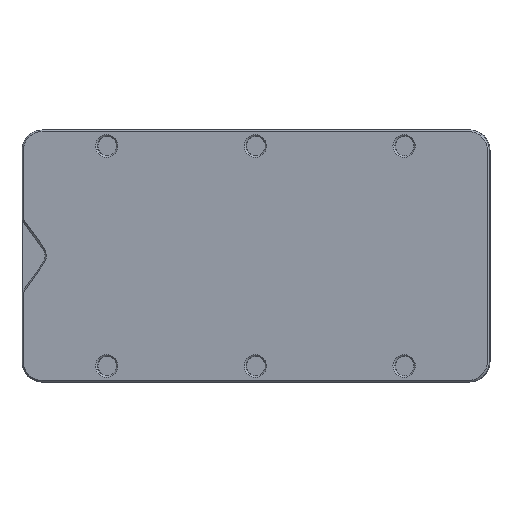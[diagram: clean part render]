
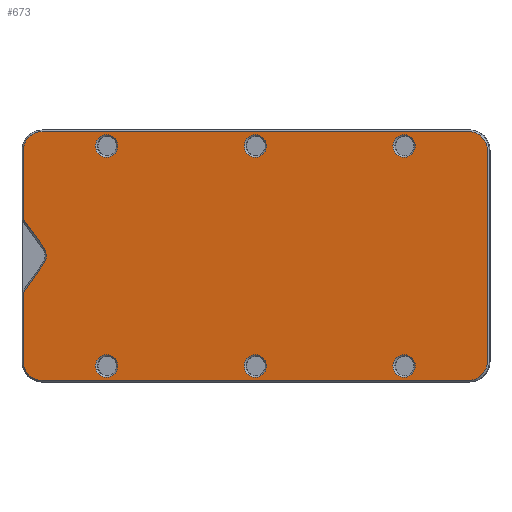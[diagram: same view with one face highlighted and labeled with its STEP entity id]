
A CAD part, top view. The second image highlights one B-rep face of the part: STEP entity #673.
In plain terms, the highlighted planar face has unit normal (-0.131, 0, 0.991).
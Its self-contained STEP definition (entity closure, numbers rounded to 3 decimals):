
#31=FACE_BOUND('',#114,.T.);
#32=FACE_BOUND('',#115,.T.);
#33=FACE_BOUND('',#116,.T.);
#34=FACE_BOUND('',#117,.T.);
#35=FACE_BOUND('',#118,.T.);
#36=FACE_BOUND('',#119,.T.);
#37=B_SPLINE_CURVE_WITH_KNOTS('',3,(#1067,#1068,#1069,#1070,#1071,#1072,
#1073,#1074,#1075,#1076,#1077,#1078),.UNSPECIFIED.,.F.,.F.,(4,1,1,2,2,2,
4),(-6.764,-5.339,-4.616,-3.894,
-3.159,-2.298,-0.017),.UNSPECIFIED.);
#42=PLANE('',#738);
#65=FACE_OUTER_BOUND('',#113,.T.);
#113=EDGE_LOOP('',(#470,#471,#472,#473,#474,#475,#476,#477,#478,#479));
#114=EDGE_LOOP('',(#480));
#115=EDGE_LOOP('',(#481));
#116=EDGE_LOOP('',(#482));
#117=EDGE_LOOP('',(#483));
#118=EDGE_LOOP('',(#484));
#119=EDGE_LOOP('',(#485));
#167=LINE('',#1050,#224);
#168=LINE('',#1054,#225);
#169=LINE('',#1058,#226);
#170=LINE('',#1062,#227);
#171=LINE('',#1066,#228);
#224=VECTOR('',#829,10.);
#225=VECTOR('',#832,10.);
#226=VECTOR('',#835,10.);
#227=VECTOR('',#838,10.);
#228=VECTOR('',#841,10.);
#280=CIRCLE('',#736,3.508);
#282=CIRCLE('',#739,5.842);
#283=CIRCLE('',#740,5.842);
#284=CIRCLE('',#741,5.842);
#285=CIRCLE('',#742,5.842);
#286=CIRCLE('',#743,3.508);
#287=CIRCLE('',#744,3.508);
#288=CIRCLE('',#745,3.508);
#289=CIRCLE('',#746,3.508);
#290=CIRCLE('',#747,3.508);
#314=VERTEX_POINT('',#1042);
#316=VERTEX_POINT('',#1048);
#317=VERTEX_POINT('',#1049);
#318=VERTEX_POINT('',#1051);
#319=VERTEX_POINT('',#1053);
#320=VERTEX_POINT('',#1055);
#321=VERTEX_POINT('',#1057);
#322=VERTEX_POINT('',#1059);
#323=VERTEX_POINT('',#1061);
#324=VERTEX_POINT('',#1063);
#325=VERTEX_POINT('',#1065);
#326=VERTEX_POINT('',#1079);
#327=VERTEX_POINT('',#1081);
#328=VERTEX_POINT('',#1083);
#329=VERTEX_POINT('',#1085);
#330=VERTEX_POINT('',#1087);
#370=EDGE_CURVE('',#314,#314,#280,.T.);
#373=EDGE_CURVE('',#316,#317,#167,.T.);
#374=EDGE_CURVE('',#318,#316,#282,.T.);
#375=EDGE_CURVE('',#319,#318,#168,.T.);
#376=EDGE_CURVE('',#320,#319,#283,.T.);
#377=EDGE_CURVE('',#321,#320,#169,.T.);
#378=EDGE_CURVE('',#322,#321,#284,.T.);
#379=EDGE_CURVE('',#323,#322,#170,.T.);
#380=EDGE_CURVE('',#324,#323,#285,.T.);
#381=EDGE_CURVE('',#325,#324,#171,.T.);
#382=EDGE_CURVE('',#317,#325,#37,.T.);
#383=EDGE_CURVE('',#326,#326,#286,.T.);
#384=EDGE_CURVE('',#327,#327,#287,.T.);
#385=EDGE_CURVE('',#328,#328,#288,.T.);
#386=EDGE_CURVE('',#329,#329,#289,.T.);
#387=EDGE_CURVE('',#330,#330,#290,.T.);
#470=ORIENTED_EDGE('',*,*,#373,.F.);
#471=ORIENTED_EDGE('',*,*,#374,.F.);
#472=ORIENTED_EDGE('',*,*,#375,.F.);
#473=ORIENTED_EDGE('',*,*,#376,.F.);
#474=ORIENTED_EDGE('',*,*,#377,.F.);
#475=ORIENTED_EDGE('',*,*,#378,.F.);
#476=ORIENTED_EDGE('',*,*,#379,.F.);
#477=ORIENTED_EDGE('',*,*,#380,.F.);
#478=ORIENTED_EDGE('',*,*,#381,.F.);
#479=ORIENTED_EDGE('',*,*,#382,.F.);
#480=ORIENTED_EDGE('',*,*,#383,.F.);
#481=ORIENTED_EDGE('',*,*,#384,.F.);
#482=ORIENTED_EDGE('',*,*,#385,.F.);
#483=ORIENTED_EDGE('',*,*,#386,.F.);
#484=ORIENTED_EDGE('',*,*,#387,.F.);
#485=ORIENTED_EDGE('',*,*,#370,.F.);
#673=ADVANCED_FACE('',(#65,#31,#32,#33,#34,#35,#36),#42,.T.);
#736=AXIS2_PLACEMENT_3D('',#1043,#822,#823);
#738=AXIS2_PLACEMENT_3D('',#1047,#827,#828);
#739=AXIS2_PLACEMENT_3D('',#1052,#830,#831);
#740=AXIS2_PLACEMENT_3D('',#1056,#833,#834);
#741=AXIS2_PLACEMENT_3D('',#1060,#836,#837);
#742=AXIS2_PLACEMENT_3D('',#1064,#839,#840);
#743=AXIS2_PLACEMENT_3D('',#1080,#842,#843);
#744=AXIS2_PLACEMENT_3D('',#1082,#844,#845);
#745=AXIS2_PLACEMENT_3D('',#1084,#846,#847);
#746=AXIS2_PLACEMENT_3D('',#1086,#848,#849);
#747=AXIS2_PLACEMENT_3D('',#1088,#850,#851);
#822=DIRECTION('center_axis',(-0.131,0.,0.991));
#823=DIRECTION('ref_axis',(-0.991,0.,-0.131));
#827=DIRECTION('center_axis',(-0.131,0.,0.991));
#828=DIRECTION('ref_axis',(0.991,0.,0.131));
#829=DIRECTION('',(0.,1.,0.));
#830=DIRECTION('center_axis',(0.131,0.,-0.991));
#831=DIRECTION('ref_axis',(-0.701,-0.707,-0.092));
#832=DIRECTION('',(-0.991,0.,-0.131));
#833=DIRECTION('center_axis',(0.131,0.,-0.991));
#834=DIRECTION('ref_axis',(0.701,-0.707,0.092));
#835=DIRECTION('',(0.,-1.,0.));
#836=DIRECTION('center_axis',(0.131,0.,-0.991));
#837=DIRECTION('ref_axis',(0.701,0.707,0.092));
#838=DIRECTION('',(0.991,0.,0.131));
#839=DIRECTION('center_axis',(0.131,0.,-0.991));
#840=DIRECTION('ref_axis',(-0.701,0.707,-0.092));
#841=DIRECTION('',(0.,1.,0.));
#842=DIRECTION('center_axis',(-0.131,0.,0.991));
#843=DIRECTION('ref_axis',(-0.991,0.,-0.131));
#844=DIRECTION('center_axis',(-0.131,0.,0.991));
#845=DIRECTION('ref_axis',(-0.991,0.,-0.131));
#846=DIRECTION('center_axis',(-0.131,0.,0.991));
#847=DIRECTION('ref_axis',(-0.991,0.,-0.131));
#848=DIRECTION('center_axis',(-0.131,0.,0.991));
#849=DIRECTION('ref_axis',(-0.991,0.,-0.131));
#850=DIRECTION('center_axis',(-0.131,0.,0.991));
#851=DIRECTION('ref_axis',(-0.991,0.,-0.131));
#1042=CARTESIAN_POINT('',(-87.82,8.076,25.203));
#1043=CARTESIAN_POINT('Origin',(-91.298,8.076,24.745));
#1047=CARTESIAN_POINT('Origin',(-137.574,-26.135,18.653));
#1048=CARTESIAN_POINT('',(-209.718,-58.995,9.155));
#1049=CARTESIAN_POINT('',(-209.718,-37.515,9.155));
#1050=CARTESIAN_POINT('',(-209.718,-6.529,9.155));
#1051=CARTESIAN_POINT('',(-203.926,-64.837,9.917));
#1052=CARTESIAN_POINT('Origin',(-203.926,-58.995,9.917));
#1053=CARTESIAN_POINT('',(-71.222,-64.837,27.388));
#1054=CARTESIAN_POINT('',(-173.898,-64.837,13.871));
#1055=CARTESIAN_POINT('',(-65.43,-58.995,28.151));
#1056=CARTESIAN_POINT('Origin',(-71.222,-58.995,27.388));
#1057=CARTESIAN_POINT('',(-65.43,6.726,28.151));
#1058=CARTESIAN_POINT('',(-65.43,-45.74,28.151));
#1059=CARTESIAN_POINT('',(-71.222,12.568,27.388));
#1060=CARTESIAN_POINT('Origin',(-71.222,6.726,27.388));
#1061=CARTESIAN_POINT('',(-203.926,12.568,9.917));
#1062=CARTESIAN_POINT('',(-101.25,12.568,23.435));
#1063=CARTESIAN_POINT('',(-209.718,6.726,9.155));
#1064=CARTESIAN_POINT('Origin',(-203.926,6.726,9.917));
#1065=CARTESIAN_POINT('',(-209.718,-14.751,9.155));
#1066=CARTESIAN_POINT('',(-209.718,-6.529,9.155));
#1067=CARTESIAN_POINT('Ctrl Pts',(-209.718,-37.515,9.155));
#1068=CARTESIAN_POINT('Ctrl Pts',(-207.216,-34.151,9.484));
#1069=CARTESIAN_POINT('Ctrl Pts',(-204.774,-30.798,9.806));
#1070=CARTESIAN_POINT('Ctrl Pts',(-203.258,-28.399,10.005));
#1071=CARTESIAN_POINT('Ctrl Pts',(-202.843,-27.497,10.06));
#1072=CARTESIAN_POINT('Ctrl Pts',(-202.581,-26.658,10.094));
#1073=CARTESIAN_POINT('Ctrl Pts',(-202.522,-26.246,10.102));
#1074=CARTESIAN_POINT('Ctrl Pts',(-202.576,-25.348,10.095));
#1075=CARTESIAN_POINT('Ctrl Pts',(-202.718,-24.858,10.076));
#1076=CARTESIAN_POINT('Ctrl Pts',(-203.627,-22.886,9.957));
#1077=CARTESIAN_POINT('Ctrl Pts',(-205.168,-20.722,9.754));
#1078=CARTESIAN_POINT('Ctrl Pts',(-209.718,-14.751,9.155));
#1079=CARTESIAN_POINT('',(-180.372,-60.345,13.018));
#1080=CARTESIAN_POINT('Origin',(-183.85,-60.345,12.56));
#1081=CARTESIAN_POINT('',(-134.096,8.076,19.111));
#1082=CARTESIAN_POINT('Origin',(-137.574,8.076,18.653));
#1083=CARTESIAN_POINT('',(-134.096,-60.345,19.111));
#1084=CARTESIAN_POINT('Origin',(-137.574,-60.345,18.653));
#1085=CARTESIAN_POINT('',(-180.372,8.076,13.018));
#1086=CARTESIAN_POINT('Origin',(-183.85,8.076,12.56));
#1087=CARTESIAN_POINT('',(-87.82,-60.345,25.203));
#1088=CARTESIAN_POINT('Origin',(-91.298,-60.345,24.745));
